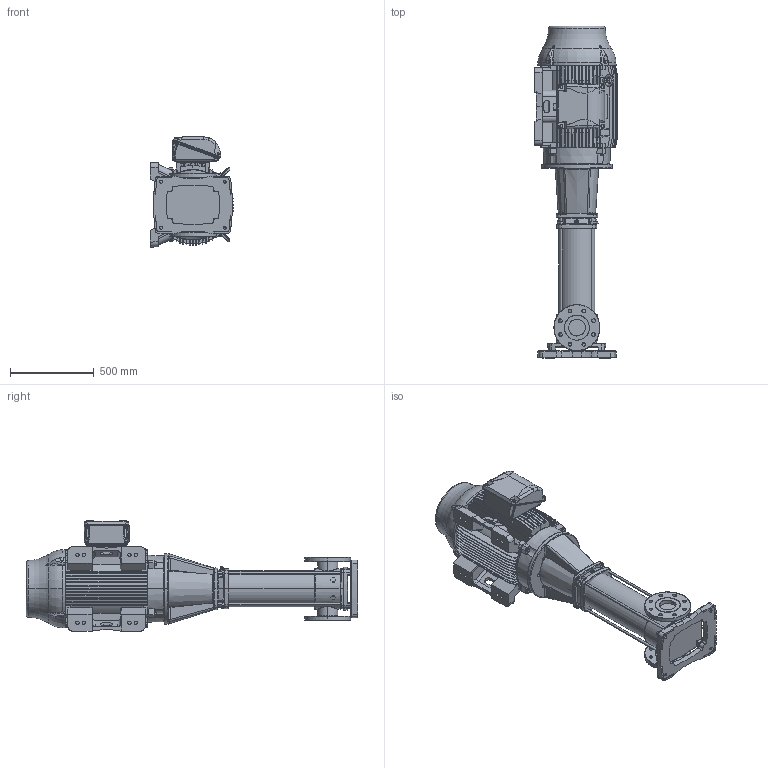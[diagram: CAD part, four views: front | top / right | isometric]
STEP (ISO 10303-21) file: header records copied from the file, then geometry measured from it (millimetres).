
FILE_DESCRIPTION (( 'STEP AP203' ), '1' );
FILE_NAME ('3350173 - MVI-750-3-100 HP-405TSC-304-E-575~3.step', '2022-03-31T15:51:30', ( '' ), ( '' ), 'SwSTEP 2.0', 'SolidWorks 2021', '' );
FILE_SCHEMA (( 'CONFIG_CONTROL_DESIGN' ));
Length unit declared in the file: inch
Products named in the file (5): MVI PEO - [304-EPDM]_3304173 - MVI-750-3-100 HP-405TSC-304-E-S; SBI(N)150-3; 3329577 - NEMA V2 100HP 404_5TSC 575~3 TEFC; TEFC MOTOR_3329577 - NEMA V2 100HP 404_5TSC 575~3 TEFC; 3350173 - MVI-750-3-100 HP-405TSC-304-E-575~3
Assembly tree (4 placements, depth 3):
  3350173 - MVI-750-3-100 HP-405TSC-304-E-575~3
    MVI PEO - [304-EPDM]_3304173 - MVI-750-3-100 HP-405TSC-304-E-S
      SBI(N)150-3
    TEFC MOTOR_3329577 - NEMA V2 100HP 404_5TSC 575~3 TEFC
      3329577 - NEMA V2 100HP 404_5TSC 575~3 TEFC
Bounding box: 497 x 1986.15 x 659.31 mm (x, y, z)
Volume: 191275073.4 mm3; surface area: 7140075.4 mm2
Topology: 20 solids, 48 shells, 3693 faces, 9605 edges, 6095 vertices
Faces by surface type: plane 1464, cone 858, cylinder 677, bspline 639, torus 45, sphere 10
Entity records: 195568 total; most frequent: CARTESIAN_POINT 110824, ORIENTED_EDGE 19046, DIRECTION 15547, EDGE_CURVE 9523, VERTEX_POINT 6092, AXIS2_PLACEMENT_3D 5752, VECTOR 4043, LINE 4043
